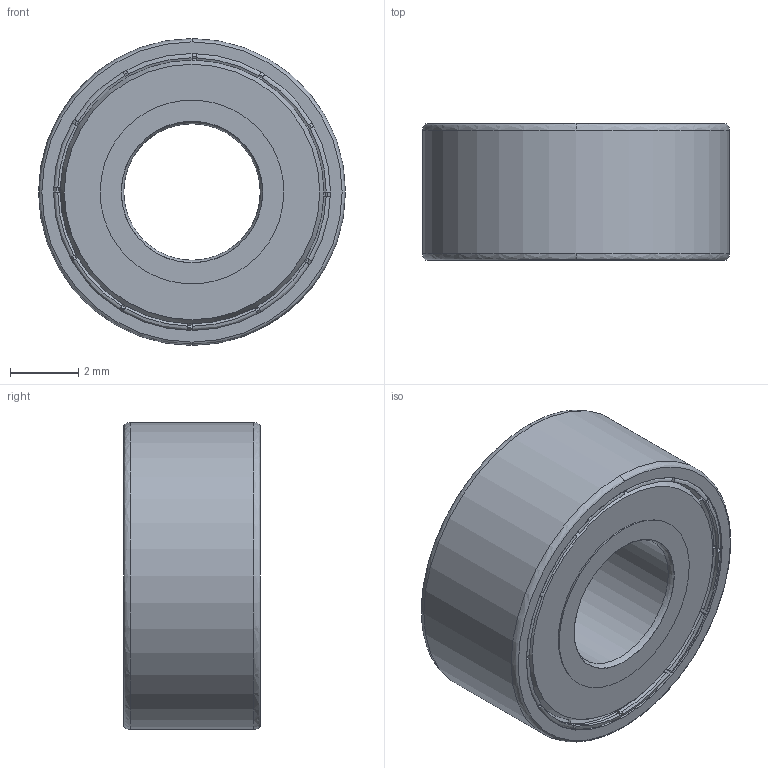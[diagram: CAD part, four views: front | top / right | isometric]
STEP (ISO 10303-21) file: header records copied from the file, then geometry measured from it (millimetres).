
FILE_DESCRIPTION(('HOOPS Exchange Step'),'2;1');
FILE_NAME('temp_export','2022-12-11T13:12:57+01:00',('mobile'),('Shapr3D Limited'),'HOOPS Exchange 2022.1','Shapr3D','Authorized');
FILE_SCHEMA( ('AUTOMOTIVE_DESIGN { 1 0 10303 214 1 1 1 1 }') );
Length unit declared in the file: millimetre
Products named in the file (8): Circular Pattern 01; ball clamp; ball; Circular Pattern 05; Circular Pattern 04; brass ring; Ball bearing - 684zz; root
Assembly tree (7 placements, depth 4):
  root
    Ball bearing - 684zz
      ball clamp
        Circular Pattern 01
      ball
      brass ring
        Circular Pattern 05
        Circular Pattern 04
Bounding box: 9 x 4 x 9 mm (x, y, z)
Volume: 72.3 mm3; surface area: 733.6 mm2
Topology: 21 solids, 23 shells, 519 faces, 1321 edges, 838 vertices
Faces by surface type: bspline 174, plane 172, cylinder 56, offset 48, cone 41, torus 20, sphere 8
Full cylindrical faces by diameter (mm): 0.3 x24, 4 x1, 5.8 x2, 7.067 x2, 8.119 x2, 9.004 x1
Entity records: 35603 total; most frequent: CARTESIAN_POINT 24913, ORIENTED_EDGE 2602, DIRECTION 1435, EDGE_CURVE 1301, VERTEX_POINT 838, B_SPLINE_CURVE_WITH_KNOTS 756, AXIS2_PLACEMENT_3D 589, EDGE_LOOP 583
